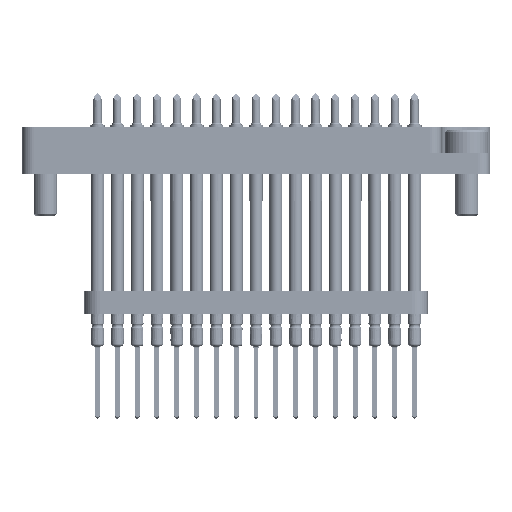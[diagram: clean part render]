
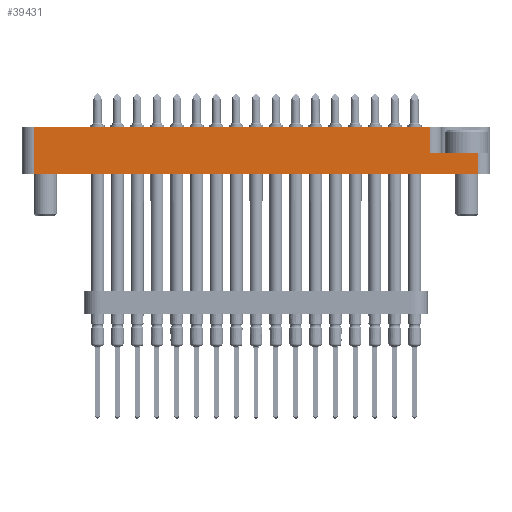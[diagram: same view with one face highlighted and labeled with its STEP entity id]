
A CAD part, left-side view. The second image highlights one B-rep face of the part: STEP entity #39431.
In plain terms, the highlighted face is planar.
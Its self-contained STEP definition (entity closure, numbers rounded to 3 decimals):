
#197 = VECTOR ( 'NONE', #10070, 1000. ) ;
#512 = EDGE_CURVE ( 'NONE', #32736, #3116, #3562, .T. ) ;
#1863 = VERTEX_POINT ( 'NONE', #7600 ) ;
#3116 = VERTEX_POINT ( 'NONE', #10462 ) ;
#3562 = LINE ( 'NONE', #17746, #44807 ) ;
#5140 = EDGE_CURVE ( 'NONE', #28939, #26324, #24894, .T. ) ;
#6963 = CARTESIAN_POINT ( 'NONE',  ( -28.5, 2.6, -14.35 ) ) ;
#7600 = CARTESIAN_POINT ( 'NONE',  ( 28.5, 6., -14.35 ) ) ;
#8641 = CARTESIAN_POINT ( 'NONE',  ( 28.5, 0., -14.35 ) ) ;
#9885 = LINE ( 'NONE', #38612, #34384 ) ;
#10070 = DIRECTION ( 'NONE',  ( 0., -1., 0. ) ) ;
#10462 = CARTESIAN_POINT ( 'NONE',  ( -22.25, 6., -14.35 ) ) ;
#11103 = VERTEX_POINT ( 'NONE', #8641 ) ;
#13006 = VECTOR ( 'NONE', #35757, 1000. ) ;
#13014 = ORIENTED_EDGE ( 'NONE', *, *, #21080, .T. ) ;
#13549 = CARTESIAN_POINT ( 'NONE',  ( 28.5, 0., -14.35 ) ) ;
#17517 = CARTESIAN_POINT ( 'NONE',  ( -23.75, 2.6, -14.35 ) ) ;
#17746 = CARTESIAN_POINT ( 'NONE',  ( -22.25, 6., -14.35 ) ) ;
#19818 = ORIENTED_EDGE ( 'NONE', *, *, #19861, .T. ) ;
#19861 = EDGE_CURVE ( 'NONE', #11103, #28939, #9885, .T. ) ;
#20824 = PLANE ( 'NONE',  #44022 ) ;
#21080 = EDGE_CURVE ( 'NONE', #1863, #11103, #45308, .T. ) ;
#21410 = LINE ( 'NONE', #42933, #13006 ) ;
#21828 = ORIENTED_EDGE ( 'NONE', *, *, #42233, .F. ) ;
#21884 = CARTESIAN_POINT ( 'NONE',  ( -28.5, 2.6, -14.35 ) ) ;
#23527 = ORIENTED_EDGE ( 'NONE', *, *, #5140, .T. ) ;
#24176 = ORIENTED_EDGE ( 'NONE', *, *, #40321, .T. ) ;
#24470 = LINE ( 'NONE', #17517, #31495 ) ;
#24894 = LINE ( 'NONE', #21884, #32592 ) ;
#24976 = DIRECTION ( 'NONE',  ( -1., 0., 0. ) ) ;
#26324 = VERTEX_POINT ( 'NONE', #6963 ) ;
#27980 = FACE_OUTER_BOUND ( 'NONE', #28015, .T. ) ;
#28015 = EDGE_LOOP ( 'NONE', ( #19818, #23527, #21828, #38293, #24176, #13014 ) ) ;
#28211 = DIRECTION ( 'NONE',  ( -1., 0., 0. ) ) ;
#28939 = VERTEX_POINT ( 'NONE', #40575 ) ;
#31495 = VECTOR ( 'NONE', #41935, 1000. ) ;
#31868 = DIRECTION ( 'NONE',  ( 0., 1., 0. ) ) ;
#32592 = VECTOR ( 'NONE', #36004, 1000. ) ;
#32736 = VERTEX_POINT ( 'NONE', #36339 ) ;
#34384 = VECTOR ( 'NONE', #24976, 1000. ) ;
#35757 = DIRECTION ( 'NONE',  ( 1., 0., 0. ) ) ;
#36004 = DIRECTION ( 'NONE',  ( 0., 1., 0. ) ) ;
#36339 = CARTESIAN_POINT ( 'NONE',  ( -22.25, 2.6, -14.35 ) ) ;
#38293 = ORIENTED_EDGE ( 'NONE', *, *, #512, .T. ) ;
#38612 = CARTESIAN_POINT ( 'NONE',  ( 30., 0., -14.35 ) ) ;
#38624 = DIRECTION ( 'NONE',  ( 0., 0., -1. ) ) ;
#39431 = ADVANCED_FACE ( 'NONE', ( #27980 ), #20824, .T. ) ;
#40321 = EDGE_CURVE ( 'NONE', #3116, #1863, #21410, .T. ) ;
#40575 = CARTESIAN_POINT ( 'NONE',  ( -28.5, 0., -14.35 ) ) ;
#41935 = DIRECTION ( 'NONE',  ( -1., 0., 0. ) ) ;
#42233 = EDGE_CURVE ( 'NONE', #32736, #26324, #24470, .T. ) ;
#42933 = CARTESIAN_POINT ( 'NONE',  ( -30., 6., -14.35 ) ) ;
#44022 = AXIS2_PLACEMENT_3D ( 'NONE', #44931, #38624, #28211 ) ;
#44807 = VECTOR ( 'NONE', #31868, 1000. ) ;
#44931 = CARTESIAN_POINT ( 'NONE',  ( -30., 0., -14.35 ) ) ;
#45308 = LINE ( 'NONE', #13549, #197 ) ;
